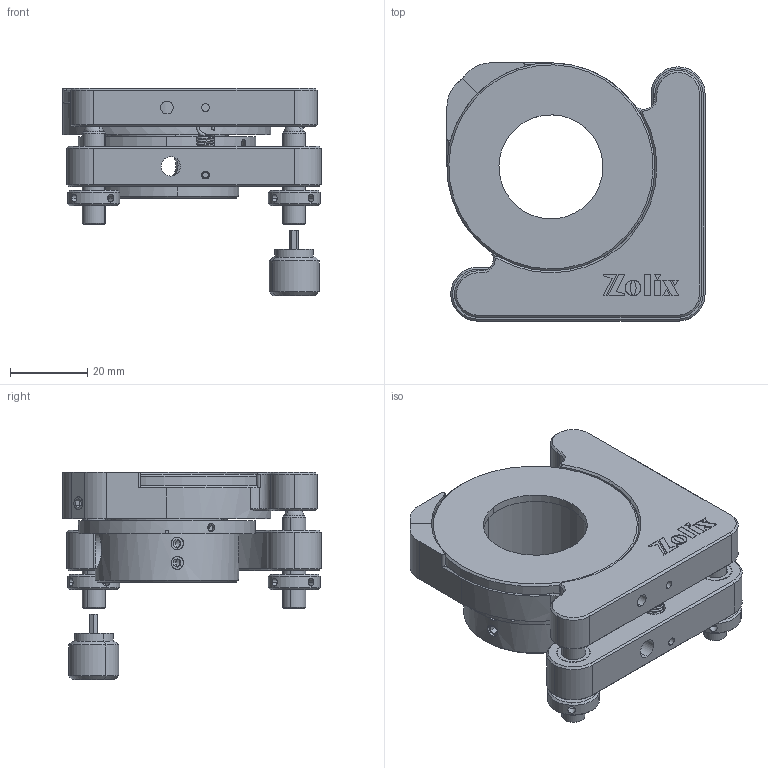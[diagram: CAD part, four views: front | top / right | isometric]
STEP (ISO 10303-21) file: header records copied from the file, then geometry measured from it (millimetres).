
FILE_DESCRIPTION (( 'STEP AP203' ), '1' );
FILE_NAME ('NMPO30-P3A.STEP', '2019-11-19T06:51:59', ( '' ), ( '' ), 'SwSTEP 2.0', 'SolidWorks 2016', '' );
FILE_SCHEMA (( 'CONFIG_CONTROL_DESIGN' ));
Length unit declared in the file: millimetre
Products named in the file (1): NMPO30-P3A
Bounding box: 67 x 67 x 53.8 mm (x, y, z)
Surface area: 29539.3 mm2 (no closed solid volume)
Topology: 0 solids, 42 shells, 501 faces, 1600 edges, 1086 vertices
Faces by surface type: plane 201, cylinder 146, cone 132, sphere 12, bspline 10
Entity records: 23617 total; most frequent: CARTESIAN_POINT 9791, DIRECTION 2891, ORIENTED_EDGE 2578, EDGE_CURVE 1538, VERTEX_POINT 1068, AXIS2_PLACEMENT_3D 996, LINE 899, VECTOR 899
